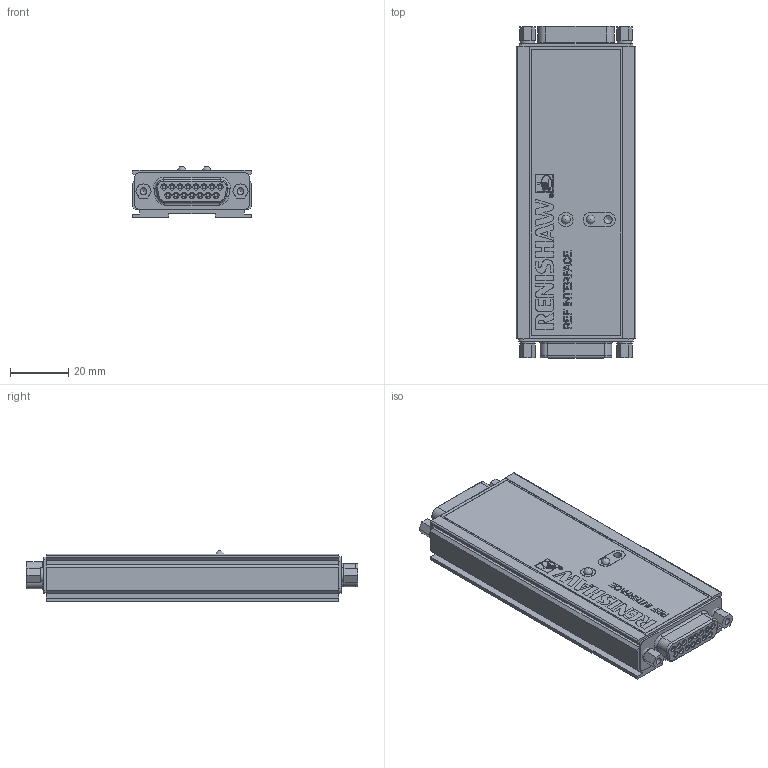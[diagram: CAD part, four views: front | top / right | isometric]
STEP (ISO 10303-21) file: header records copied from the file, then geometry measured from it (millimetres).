
FILE_DESCRIPTION(/* description */ (''),/* implementation_level */ '2;1');
FILE_NAME(/* name */ 'LA-9680-0024-01-A.stp',/* time_stamp */ '2010-01-19T11:30:21+00:00',/* author */ (''),/* organization */ (''),/* preprocessor_version */ 'ST-DEVELOPER v11',/* originating_system */ 'SIEMENS UGS NX 6.0',/* authorisation */ '');
FILE_SCHEMA (('AUTOMOTIVE_DESIGN { 1 0 10303 214 1 1 1 1 }'));
Length unit declared in the file: millimetre
Products named in the file (1): 028671_A
Bounding box: 41 x 113.88 x 17.5 mm (x, y, z)
Volume: 67807.5 mm3; surface area: 25639.6 mm2
Topology: 6 solids, 6 shells, 1330 faces, 3437 edges, 2228 vertices
Faces by surface type: plane 778, cylinder 358, extrusion 110, cone 35, torus 30, bspline 15, sphere 4
Full cylindrical faces by diameter (mm): 0.89 x15, 1 x15, 1.62 x15, 2.3 x4, 2.8 x1, 3 x1, 3.05 x1, 5 x5
Entity records: 47885 total; most frequent: CARTESIAN_POINT 10395, ORIENTED_EDGE 6614, DIRECTION 6266, EDGE_CURVE 3307, VECTOR 2360, LINE 2250, VERTEX_POINT 2184, AXIS2_PLACEMENT_3D 1953
